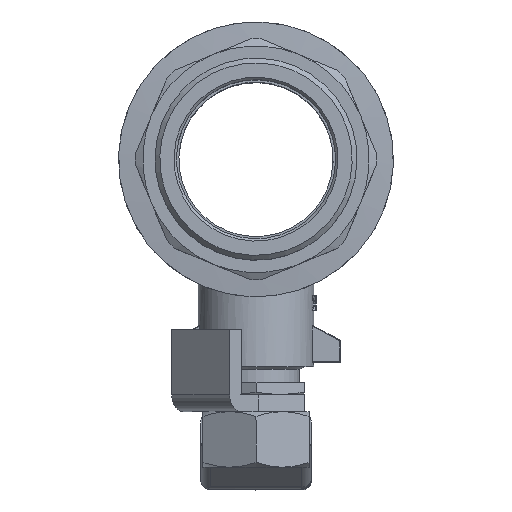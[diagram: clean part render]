
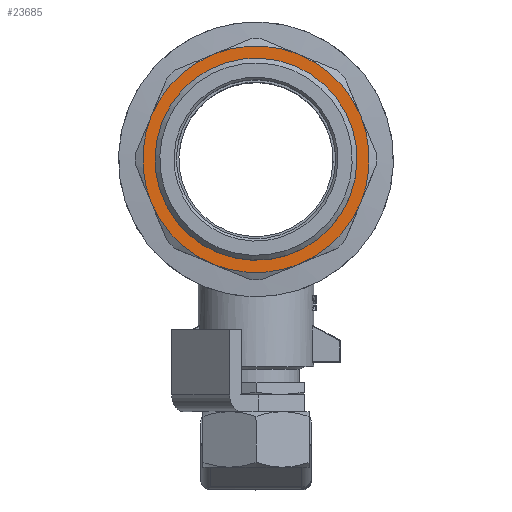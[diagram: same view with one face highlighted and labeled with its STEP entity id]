
A CAD part, top view. The second image highlights one B-rep face of the part: STEP entity #23685.
In plain terms, the highlighted planar face has unit normal (0, 0, 1).
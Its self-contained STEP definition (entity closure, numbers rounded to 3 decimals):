
#5973=ORIENTED_EDGE('',*,*,#13072,.F.);
#5974=ORIENTED_EDGE('',*,*,#13073,.F.);
#5975=ORIENTED_EDGE('',*,*,#13074,.F.);
#5976=ORIENTED_EDGE('',*,*,#13075,.F.);
#5977=ORIENTED_EDGE('',*,*,#13076,.F.);
#5978=ORIENTED_EDGE('',*,*,#13077,.F.);
#5979=ORIENTED_EDGE('',*,*,#13078,.F.);
#5980=ORIENTED_EDGE('',*,*,#13079,.F.);
#5981=ORIENTED_EDGE('',*,*,#13080,.T.);
#13072=EDGE_CURVE('',#16670,#16674,#19000,.T.);
#13073=EDGE_CURVE('',#16668,#16670,#19001,.T.);
#13074=EDGE_CURVE('',#16664,#16668,#19002,.T.);
#13075=EDGE_CURVE('',#16686,#16664,#19003,.T.);
#13076=EDGE_CURVE('',#16683,#16686,#19004,.T.);
#13077=EDGE_CURVE('',#16680,#16683,#19005,.T.);
#13078=EDGE_CURVE('',#16677,#16680,#19006,.T.);
#13079=EDGE_CURVE('',#16674,#16677,#19007,.T.);
#13080=EDGE_CURVE('',#16688,#16688,#19008,.T.);
#16664=VERTEX_POINT('',#47619);
#16668=VERTEX_POINT('',#47679);
#16670=VERTEX_POINT('',#47733);
#16674=VERTEX_POINT('',#47793);
#16677=VERTEX_POINT('',#47851);
#16680=VERTEX_POINT('',#47909);
#16683=VERTEX_POINT('',#47967);
#16686=VERTEX_POINT('',#48025);
#16688=VERTEX_POINT('',#48063);
#19000=CIRCLE('',#33725,23.5);
#19001=CIRCLE('',#33726,23.5);
#19002=CIRCLE('',#33727,23.5);
#19003=CIRCLE('',#33728,23.5);
#19004=CIRCLE('',#33729,23.5);
#19005=CIRCLE('',#33730,23.5);
#19006=CIRCLE('',#33731,23.5);
#19007=CIRCLE('',#33732,23.5);
#19008=CIRCLE('',#33733,20.955);
#19555=EDGE_LOOP('',(#5973,#5974,#5975,#5976,#5977,#5978,#5979,#5980));
#19556=EDGE_LOOP('',(#5981));
#21067=FACE_BOUND('',#19555,.T.);
#21068=FACE_BOUND('',#19556,.T.);
#22468=PLANE('',#33724);
#23685=ADVANCED_FACE('',(#21067,#21068),#22468,.T.);
#33724=AXIS2_PLACEMENT_3D('',#48053,#37705,#37706);
#33725=AXIS2_PLACEMENT_3D('',#48054,#37707,#37708);
#33726=AXIS2_PLACEMENT_3D('',#48055,#37709,#37710);
#33727=AXIS2_PLACEMENT_3D('',#48056,#37711,#37712);
#33728=AXIS2_PLACEMENT_3D('',#48057,#37713,#37714);
#33729=AXIS2_PLACEMENT_3D('',#48058,#37715,#37716);
#33730=AXIS2_PLACEMENT_3D('',#48059,#37717,#37718);
#33731=AXIS2_PLACEMENT_3D('',#48060,#37719,#37720);
#33732=AXIS2_PLACEMENT_3D('',#48061,#37721,#37722);
#33733=AXIS2_PLACEMENT_3D('',#48062,#37723,#37724);
#37705=DIRECTION('',(0.,0.,1.));
#37706=DIRECTION('',(1.,0.,0.));
#37707=DIRECTION('',(0.,0.,-1.));
#37708=DIRECTION('',(1.,0.,0.));
#37709=DIRECTION('',(0.,0.,-1.));
#37710=DIRECTION('',(1.,0.,0.));
#37711=DIRECTION('',(0.,0.,-1.));
#37712=DIRECTION('',(1.,0.,0.));
#37713=DIRECTION('',(0.,0.,-1.));
#37714=DIRECTION('',(1.,0.,0.));
#37715=DIRECTION('',(0.,0.,-1.));
#37716=DIRECTION('',(1.,0.,0.));
#37717=DIRECTION('',(0.,0.,-1.));
#37718=DIRECTION('',(1.,0.,0.));
#37719=DIRECTION('',(0.,0.,-1.));
#37720=DIRECTION('',(1.,0.,0.));
#37721=DIRECTION('',(0.,0.,-1.));
#37722=DIRECTION('',(1.,0.,0.));
#37723=DIRECTION('',(0.,0.,-1.));
#37724=DIRECTION('',(-1.,0.,0.));
#47619=CARTESIAN_POINT('',(0.,23.5,72.442));
#47679=CARTESIAN_POINT('',(16.617,16.617,72.442));
#47733=CARTESIAN_POINT('',(23.5,0.,72.442));
#47793=CARTESIAN_POINT('',(16.617,-16.617,72.442));
#47851=CARTESIAN_POINT('',(0.,-23.5,72.442));
#47909=CARTESIAN_POINT('',(-16.617,-16.617,72.442));
#47967=CARTESIAN_POINT('',(-23.5,0.,72.442));
#48025=CARTESIAN_POINT('',(-16.617,16.617,72.442));
#48053=CARTESIAN_POINT('',(16.,0.,72.442));
#48054=CARTESIAN_POINT('',(0.,0.,72.442));
#48055=CARTESIAN_POINT('',(0.,0.,72.442));
#48056=CARTESIAN_POINT('',(0.,0.,72.442));
#48057=CARTESIAN_POINT('',(0.,0.,72.442));
#48058=CARTESIAN_POINT('',(0.,0.,72.442));
#48059=CARTESIAN_POINT('',(0.,0.,72.442));
#48060=CARTESIAN_POINT('',(0.,0.,72.442));
#48061=CARTESIAN_POINT('',(0.,0.,72.442));
#48062=CARTESIAN_POINT('',(0.,0.,72.442));
#48063=CARTESIAN_POINT('',(-20.955,0.,72.442));
